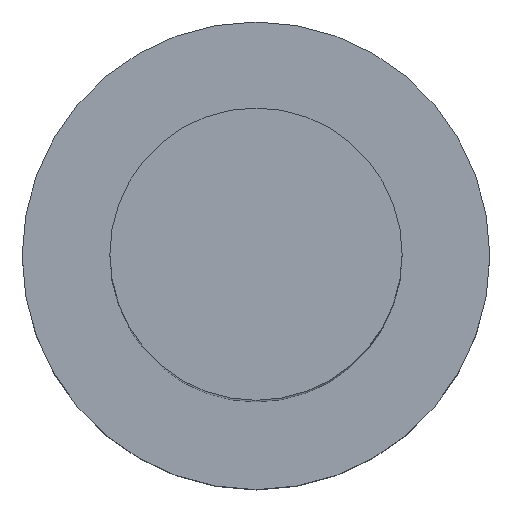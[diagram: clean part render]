
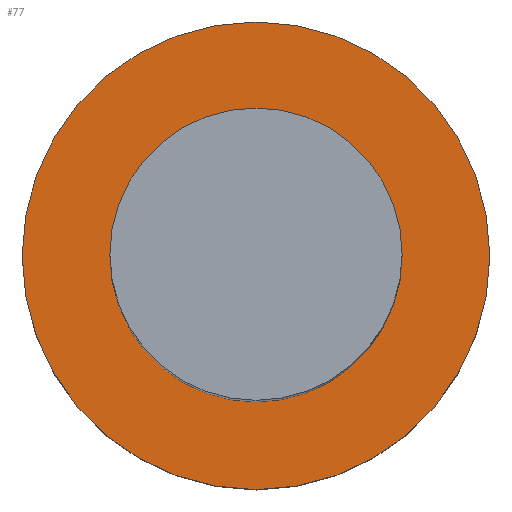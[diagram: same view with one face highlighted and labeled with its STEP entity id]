
A CAD part, top view. The second image highlights one B-rep face of the part: STEP entity #77.
In plain terms, the highlighted planar face has unit normal (0, 0, 1).
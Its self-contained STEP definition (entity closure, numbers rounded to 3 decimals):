
#77=ADVANCED_FACE('',(#90,#91),#92,.T.);
#90=FACE_OUTER_BOUND('',#115,.T.);
#91=FACE_BOUND('',#116,.T.);
#92=PLANE('',#117);
#115=EDGE_LOOP('',(#144));
#116=EDGE_LOOP('',(#145));
#117=AXIS2_PLACEMENT_3D('',#146,#147,#148);
#144=ORIENTED_EDGE('',*,*,#180,.F.);
#145=ORIENTED_EDGE('',*,*,#179,.T.);
#146=CARTESIAN_POINT('',(0.,13.,115.));
#147=DIRECTION('',(0.,0.,1.0));
#148=DIRECTION('',(0.,-1.0,0.));
#179=EDGE_CURVE('',#188,#188,#189,.T.);
#180=EDGE_CURVE('',#190,#190,#191,.T.);
#188=VERTEX_POINT('',#204);
#189=CIRCLE('',#205,10.);
#190=VERTEX_POINT('',#206);
#191=CIRCLE('',#207,16.);
#204=CARTESIAN_POINT('',(0.,10.,115.));
#205=AXIS2_PLACEMENT_3D('',#221,#222,#223);
#206=CARTESIAN_POINT('',(0.,16.,115.));
#207=AXIS2_PLACEMENT_3D('',#224,#225,#226);
#221=CARTESIAN_POINT('',(0.,0.,115.));
#222=DIRECTION('',(0.,0.,-1.0));
#223=DIRECTION('',(0.,1.0,0.));
#224=CARTESIAN_POINT('',(0.,0.,115.));
#225=DIRECTION('',(0.,0.,-1.0));
#226=DIRECTION('',(0.,1.0,0.));
